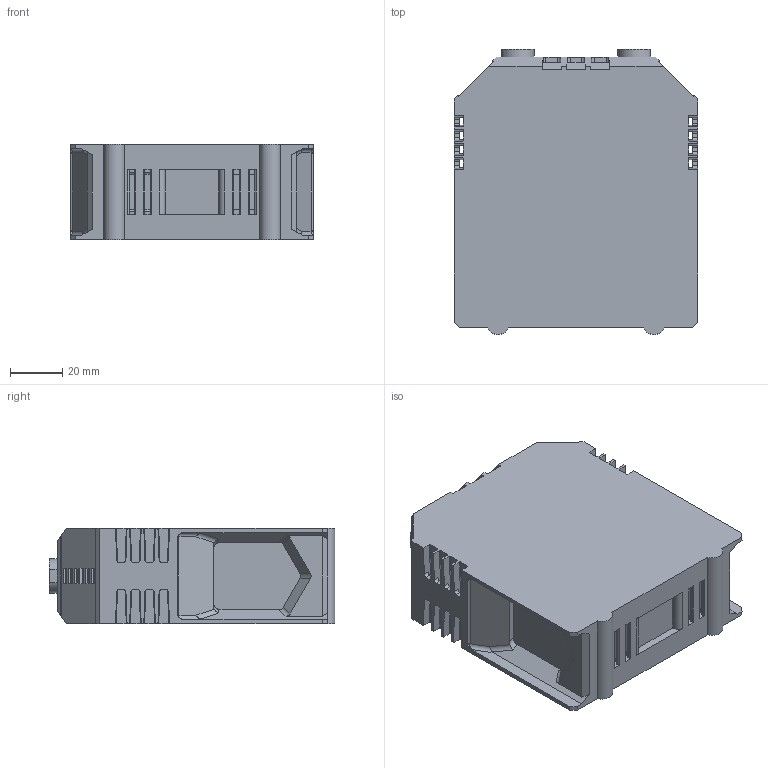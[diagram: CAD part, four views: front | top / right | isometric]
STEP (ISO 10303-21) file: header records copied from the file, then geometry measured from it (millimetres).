
FILE_DESCRIPTION(/* description */ (''),/* implementation_level */ '2;1');
FILE_NAME(/* name */ '1126_RK240_iso.stp',/* time_stamp */ '2011-07-20T07:23:04+02:00',/* author */ (''),/* organization */ (''),/* preprocessor_version */ 'ST-DEVELOPER v11',/* originating_system */ 'SIEMENS UGS NX 6.0',/* authorisation */ '');
FILE_SCHEMA (('CONFIG_CONTROL_DESIGN'));
Length unit declared in the file: millimetre
Products named in the file (1): 1126_RK240_iso
Bounding box: 93 x 109 x 36.3 mm (x, y, z)
Volume: 301733.5 mm3; surface area: 37995.6 mm2
Topology: 1 solids, 7 shells, 618 faces, 1769 edges, 1165 vertices
Faces by surface type: plane 392, cylinder 207, extrusion 9, torus 8, cone 2
Full cylindrical faces by diameter (mm): 2.75 x2, 2.939 x6, 2.95 x2, 10 x2
Entity records: 20283 total; most frequent: CARTESIAN_POINT 3761, ORIENTED_EDGE 3490, DIRECTION 3361, EDGE_CURVE 1745, VECTOR 1333, LINE 1324, VERTEX_POINT 1163, AXIS2_PLACEMENT_3D 1014
